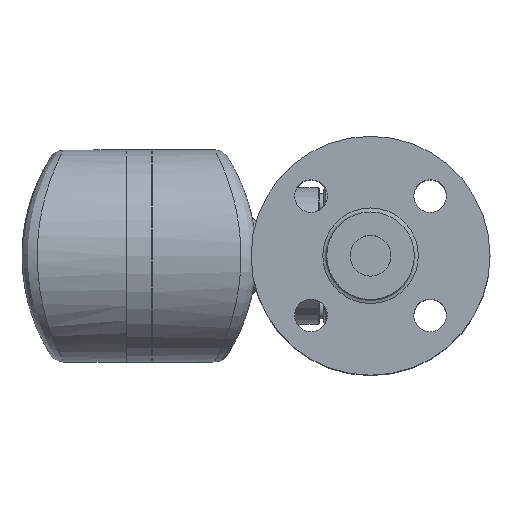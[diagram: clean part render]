
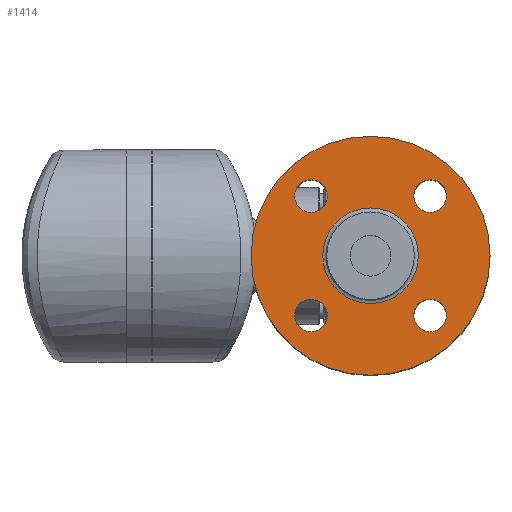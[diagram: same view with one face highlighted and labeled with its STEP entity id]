
A CAD part, top view. The second image highlights one B-rep face of the part: STEP entity #1414.
In plain terms, the highlighted planar face has unit normal (0, 0, 1).
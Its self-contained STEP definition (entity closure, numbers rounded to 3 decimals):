
#678=CARTESIAN_POINT('',(136.204,21.204,92.4));
#679=VERTEX_POINT('',#678);
#680=CARTESIAN_POINT('',(136.204,29.204,92.4));
#681=DIRECTION('',(0.0,0.0,-1.0));
#682=DIRECTION('',(0.0,-1.0,0.0));
#683=AXIS2_PLACEMENT_3D('',#680,#681,#682);
#684=CIRCLE('',#683,8.0);
#685=EDGE_CURVE('',#679,#679,#684,.T.);
#727=CARTESIAN_POINT('',(128.204,-29.204,92.4));
#728=VERTEX_POINT('',#727);
#729=CARTESIAN_POINT('',(136.204,-29.204,92.4));
#730=DIRECTION('',(0.0,0.0,-1.0));
#731=DIRECTION('',(-1.0,0.0,0.0));
#732=AXIS2_PLACEMENT_3D('',#729,#730,#731);
#733=CIRCLE('',#732,8.0);
#734=EDGE_CURVE('',#728,#728,#733,.T.);
#776=CARTESIAN_POINT('',(77.796,-21.204,92.4));
#777=VERTEX_POINT('',#776);
#778=CARTESIAN_POINT('',(77.796,-29.204,92.4));
#779=DIRECTION('',(0.0,0.0,-1.0));
#780=DIRECTION('',(0.0,1.0,0.0));
#781=AXIS2_PLACEMENT_3D('',#778,#779,#780);
#782=CIRCLE('',#781,8.0);
#783=EDGE_CURVE('',#777,#777,#782,.T.);
#953=CARTESIAN_POINT('',(85.796,29.204,92.4));
#954=VERTEX_POINT('',#953);
#955=CARTESIAN_POINT('',(77.796,29.204,92.4));
#956=DIRECTION('',(0.0,0.0,-1.0));
#957=DIRECTION('',(1.0,0.0,0.0));
#958=AXIS2_PLACEMENT_3D('',#955,#956,#957);
#959=CIRCLE('',#958,8.0);
#960=EDGE_CURVE('',#954,#954,#959,.T.);
#1360=CARTESIAN_POINT('',(83.59,0.,92.4));
#1361=VERTEX_POINT('',#1360);
#1362=CARTESIAN_POINT('',(107.,0.0,92.4));
#1363=DIRECTION('',(0.0,0.0,1.0));
#1364=DIRECTION('',(1.0,0.0,0.0));
#1365=AXIS2_PLACEMENT_3D('',#1362,#1363,#1364);
#1366=CIRCLE('',#1365,23.41);
#1367=EDGE_CURVE('',#1361,#1361,#1366,.T.);
#1383=CARTESIAN_POINT('',(146.975,0.0,92.4));
#1384=DIRECTION('',(0.0,0.0,1.0));
#1385=DIRECTION('',(1.0,0.0,0.0));
#1386=AXIS2_PLACEMENT_3D('',#1383,#1384,#1385);
#1387=PLANE('',#1386);
#1388=CARTESIAN_POINT('',(165.5,0.0,92.4));
#1389=VERTEX_POINT('',#1388);
#1390=CARTESIAN_POINT('',(107.,0.0,92.4));
#1391=DIRECTION('',(0.0,0.0,1.0));
#1392=DIRECTION('',(1.0,0.0,0.0));
#1393=AXIS2_PLACEMENT_3D('',#1390,#1391,#1392);
#1394=CIRCLE('',#1393,58.5);
#1395=EDGE_CURVE('',#1389,#1389,#1394,.T.);
#1396=ORIENTED_EDGE('',*,*,#1395,.T.);
#1397=EDGE_LOOP('',(#1396));
#1398=FACE_OUTER_BOUND('',#1397,.T.);
#1399=ORIENTED_EDGE('',*,*,#685,.T.);
#1400=EDGE_LOOP('',(#1399));
#1401=FACE_BOUND('',#1400,.T.);
#1402=ORIENTED_EDGE('',*,*,#734,.T.);
#1403=EDGE_LOOP('',(#1402));
#1404=FACE_BOUND('',#1403,.T.);
#1405=ORIENTED_EDGE('',*,*,#783,.T.);
#1406=EDGE_LOOP('',(#1405));
#1407=FACE_BOUND('',#1406,.T.);
#1408=ORIENTED_EDGE('',*,*,#960,.T.);
#1409=EDGE_LOOP('',(#1408));
#1410=FACE_BOUND('',#1409,.T.);
#1411=ORIENTED_EDGE('',*,*,#1367,.F.);
#1412=EDGE_LOOP('',(#1411));
#1413=FACE_BOUND('',#1412,.T.);
#1414=ADVANCED_FACE('',(#1398,#1401,#1404,#1407,#1410,#1413),#1387,.T.);
